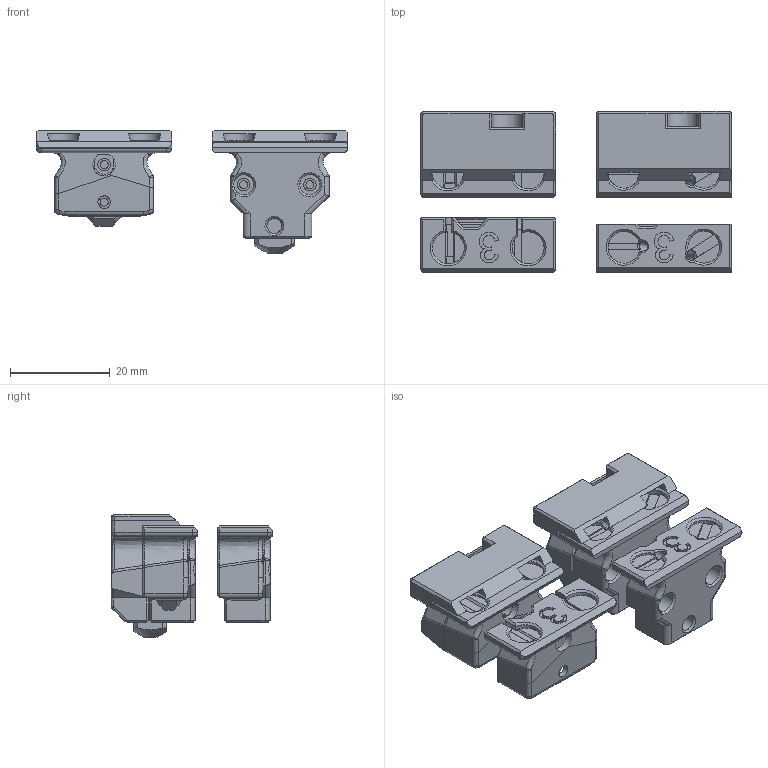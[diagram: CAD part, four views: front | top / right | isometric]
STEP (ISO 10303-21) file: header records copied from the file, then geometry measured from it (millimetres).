
FILE_DESCRIPTION(/* description */ (''),/* implementation_level */ '2;1');
FILE_NAME(/* name */ 'BFP_Unklicky_Probe v38.step',/* time_stamp */ '2022-06-03T18:10:54+01:00',/* author */ (''),/* organization */ (''),/* preprocessor_version */ 'ST-DEVELOPER v19',/* originating_system */ 'Autodesk Translation Framework v11.7.0.108',/* authorisation */ '');
FILE_SCHEMA (('AUTOMOTIVE_DESIGN { 1 0 10303 214 3 1 1 }'));
Products named in the file (3): BFP_Unklicky_Probe; KlickyNG Unklicky; KlickyNG_BFP_Unklicky
Assembly tree (2 placements, depth 2):
  BFP_Unklicky_Probe
    KlickyNG Unklicky
    KlickyNG_BFP_Unklicky
Bounding box: 62.18 x 32.36 x 24.72 mm (x, y, z)
Volume: 13074.6 mm3; surface area: 13046.9 mm2
Topology: 8 solids, 12 shells, 1067 faces, 2982 edges, 1921 vertices
Faces by surface type: plane 503, bspline 314, cylinder 199, cone 39, torus 6, sphere 6
Full cylindrical faces by diameter (mm): 1.6 x4, 2 x2, 2.003 x2, 2.5 x8, 3 x2, 3.2 x2, 4 x2
Entity records: 44902 total; most frequent: CARTESIAN_POINT 19765, ORIENTED_EDGE 5968, DIRECTION 4118, EDGE_CURVE 2984, VERTEX_POINT 1921, LINE 1500, VECTOR 1500, AXIS2_PLACEMENT_3D 1309
